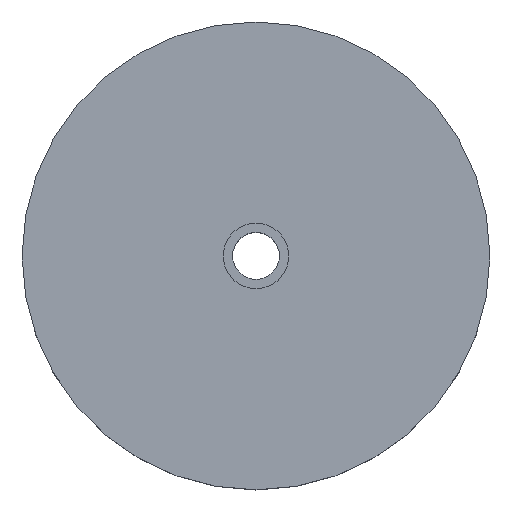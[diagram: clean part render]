
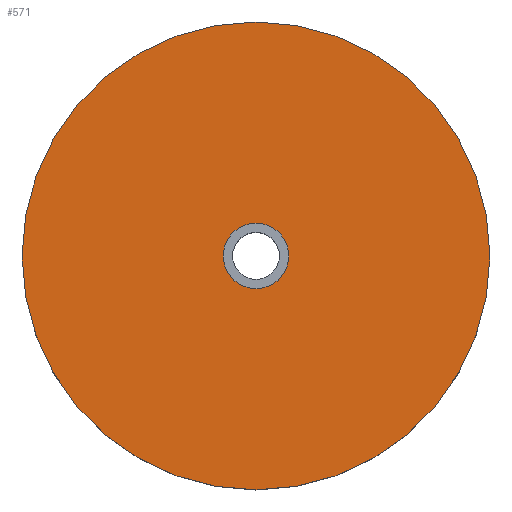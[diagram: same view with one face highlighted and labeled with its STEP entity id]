
A CAD part, top view. The second image highlights one B-rep face of the part: STEP entity #571.
In plain terms, the highlighted planar face has unit normal (0, 0, 1).
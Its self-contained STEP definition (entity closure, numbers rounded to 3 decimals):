
#3 = DIRECTION ( 'NONE',  ( 0., 0., 1. ) ) ;
#29 = AXIS2_PLACEMENT_3D ( 'NONE', #170, #3, #564 ) ;
#31 = ORIENTED_EDGE ( 'NONE', *, *, #332, .F. ) ;
#44 = CIRCLE ( 'NONE', #29, 50. ) ;
#57 = CARTESIAN_POINT ( 'NONE',  ( 7., 0., 18. ) ) ;
#67 = CARTESIAN_POINT ( 'NONE',  ( 0., 0., 18. ) ) ;
#81 = DIRECTION ( 'NONE',  ( 0., 0., 1. ) ) ;
#126 = EDGE_CURVE ( 'NONE', #337, #489, #557, .T. ) ;
#133 = CARTESIAN_POINT ( 'NONE',  ( 50., 0., 18. ) ) ;
#135 = EDGE_CURVE ( 'NONE', #489, #337, #44, .T. ) ;
#170 = CARTESIAN_POINT ( 'NONE',  ( 0., 0., 18. ) ) ;
#171 = DIRECTION ( 'NONE',  ( 1., 0., 0. ) ) ;
#178 = ORIENTED_EDGE ( 'NONE', *, *, #135, .T. ) ;
#189 = CARTESIAN_POINT ( 'NONE',  ( -50., 0., 18. ) ) ;
#221 = VERTEX_POINT ( 'NONE', #57 ) ;
#247 = FACE_OUTER_BOUND ( 'NONE', #626, .T. ) ;
#282 = ORIENTED_EDGE ( 'NONE', *, *, #302, .F. ) ;
#293 = AXIS2_PLACEMENT_3D ( 'NONE', #503, #456, #329 ) ;
#302 = EDGE_CURVE ( 'NONE', #221, #711, #307, .T. ) ;
#307 = CIRCLE ( 'NONE', #721, 7. ) ;
#311 = AXIS2_PLACEMENT_3D ( 'NONE', #67, #412, #171 ) ;
#329 = DIRECTION ( 'NONE',  ( 1., 0., 0. ) ) ;
#332 = EDGE_CURVE ( 'NONE', #711, #221, #484, .T. ) ;
#337 = VERTEX_POINT ( 'NONE', #189 ) ;
#381 = CARTESIAN_POINT ( 'NONE',  ( 0., 0., 18. ) ) ;
#412 = DIRECTION ( 'NONE',  ( 0., 0., 1. ) ) ;
#436 = DIRECTION ( 'NONE',  ( 1., 0., 0. ) ) ;
#456 = DIRECTION ( 'NONE',  ( 0., 0., 1. ) ) ;
#457 = CARTESIAN_POINT ( 'NONE',  ( -7., 0., 18. ) ) ;
#484 = CIRCLE ( 'NONE', #500, 7. ) ;
#489 = VERTEX_POINT ( 'NONE', #133 ) ;
#500 = AXIS2_PLACEMENT_3D ( 'NONE', #590, #81, #540 ) ;
#503 = CARTESIAN_POINT ( 'NONE',  ( 0., 0., 18. ) ) ;
#530 = ORIENTED_EDGE ( 'NONE', *, *, #126, .T. ) ;
#540 = DIRECTION ( 'NONE',  ( 1., 0., 0. ) ) ;
#557 = CIRCLE ( 'NONE', #293, 50. ) ;
#564 = DIRECTION ( 'NONE',  ( 1., 0., 0. ) ) ;
#571 = ADVANCED_FACE ( 'NONE', ( #661, #247 ), #615, .T. ) ;
#590 = CARTESIAN_POINT ( 'NONE',  ( 0., 0., 18. ) ) ;
#607 = DIRECTION ( 'NONE',  ( 0., 0., 1. ) ) ;
#615 = PLANE ( 'NONE',  #311 ) ;
#626 = EDGE_LOOP ( 'NONE', ( #530, #178 ) ) ;
#661 = FACE_BOUND ( 'NONE', #691, .T. ) ;
#691 = EDGE_LOOP ( 'NONE', ( #282, #31 ) ) ;
#711 = VERTEX_POINT ( 'NONE', #457 ) ;
#721 = AXIS2_PLACEMENT_3D ( 'NONE', #381, #607, #436 ) ;
